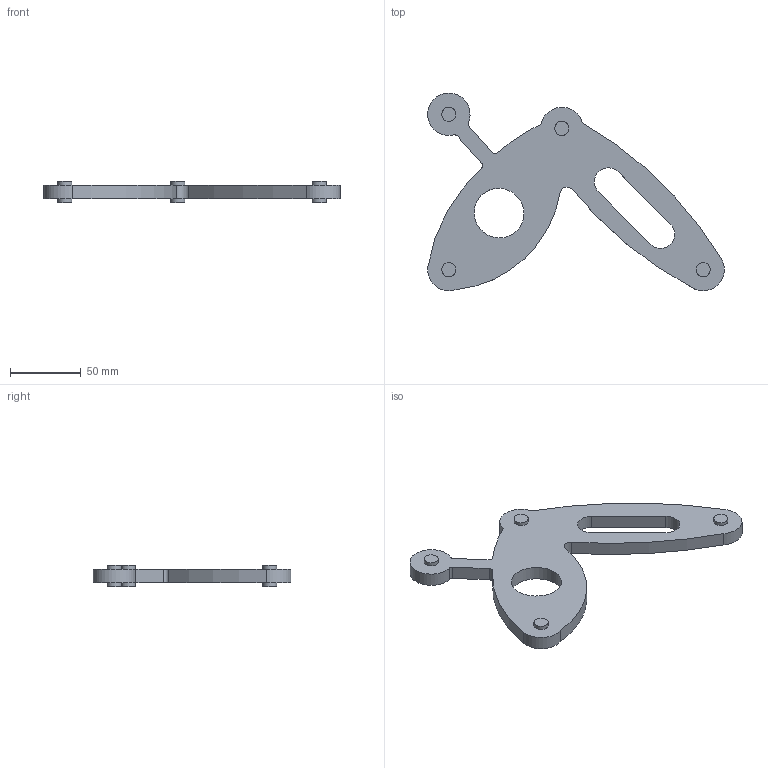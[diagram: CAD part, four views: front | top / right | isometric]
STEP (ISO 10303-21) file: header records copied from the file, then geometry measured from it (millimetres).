
FILE_DESCRIPTION(/* description */ (''),/* implementation_level */ '2;1');
FILE_NAME(/* name */ 'Final Design Assembly.stp',/* time_stamp */ '2021-05-25T11:43:33+12:00',/* author */ ('jtri402'),/* organization */ (''),/* preprocessor_version */ 'ST-DEVELOPER v18.1',/* originating_system */ 'Autodesk Inventor 2021',/* authorisation */ '');
FILE_SCHEMA (('AUTOMOTIVE_DESIGN { 1 0 10303 214 3 1 1 }'));
Length unit declared in the file: millimetre
Products named in the file (3): Final Design Assembly; Final Bracket Design; Pins
Assembly tree (5 placements, depth 2):
  Final Design Assembly
    Final Bracket Design
    Pins  x4
Bounding box: 210 x 139.96 x 15 mm (x, y, z)
Volume: 118953.2 mm3; surface area: 37152.8 mm2
Topology: 5 solids, 5 shells, 39 faces, 97 edges, 68 vertices
Faces by surface type: cylinder 24, plane 14, bspline 1
Full cylindrical faces by diameter (mm): 10 x8
Entity records: 1152 total; most frequent: DIRECTION 204, CARTESIAN_POINT 193, ORIENTED_EDGE 164, AXIS2_PLACEMENT_3D 85, EDGE_CURVE 82, VERTEX_POINT 56, CIRCLE 44, EDGE_LOOP 42
